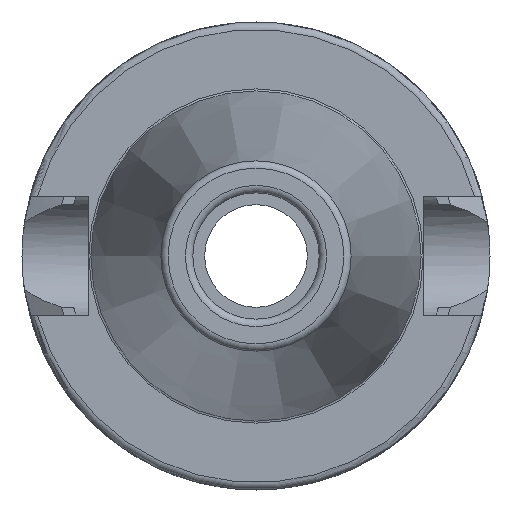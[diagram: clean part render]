
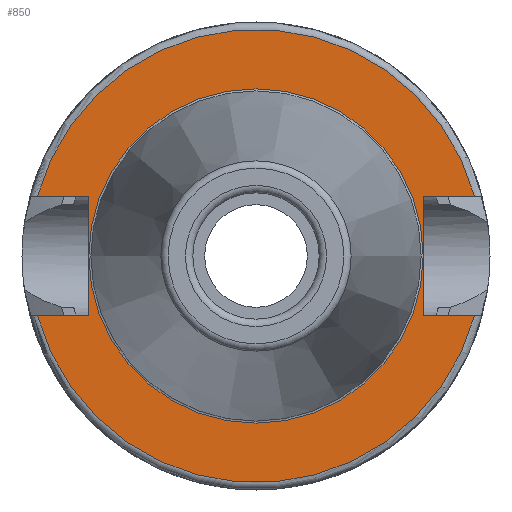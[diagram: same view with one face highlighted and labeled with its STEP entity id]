
A CAD part, left-side view. The second image highlights one B-rep face of the part: STEP entity #850.
In plain terms, the highlighted planar face has unit normal (-1, 0, 0).
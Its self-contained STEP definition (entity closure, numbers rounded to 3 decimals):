
#34=FACE_BOUND('',#171,.T.);
#76=PLANE('',#960);
#112=FACE_OUTER_BOUND('',#170,.T.);
#170=EDGE_LOOP('',(#713,#714,#715,#716,#717,#718,#719,#720));
#171=EDGE_LOOP('',(#721));
#203=LINE('',#1411,#247);
#211=LINE('',#1471,#255);
#214=LINE('',#1491,#258);
#223=LINE('',#1572,#267);
#228=LINE('',#1612,#272);
#230=LINE('',#1615,#274);
#247=VECTOR('',#1095,10.);
#255=VECTOR('',#1109,10.);
#258=VECTOR('',#1114,10.);
#267=VECTOR('',#1163,10.);
#272=VECTOR('',#1174,10.);
#274=VECTOR('',#1178,10.);
#315=CIRCLE('',#954,30.5);
#317=CIRCLE('',#961,30.5);
#318=CIRCLE('',#962,22.5);
#369=VERTEX_POINT('',#1399);
#370=VERTEX_POINT('',#1410);
#382=VERTEX_POINT('',#1468);
#383=VERTEX_POINT('',#1470);
#398=VERTEX_POINT('',#1551);
#402=VERTEX_POINT('',#1569);
#403=VERTEX_POINT('',#1571);
#410=VERTEX_POINT('',#1611);
#411=VERTEX_POINT('',#1618);
#462=EDGE_CURVE('',#370,#369,#203,.T.);
#477=EDGE_CURVE('',#383,#382,#211,.T.);
#482=EDGE_CURVE('',#382,#370,#214,.T.);
#502=EDGE_CURVE('',#383,#398,#315,.T.);
#507=EDGE_CURVE('',#403,#402,#223,.T.);
#517=EDGE_CURVE('',#410,#398,#228,.T.);
#519=EDGE_CURVE('',#402,#410,#230,.T.);
#520=EDGE_CURVE('',#403,#369,#317,.T.);
#521=EDGE_CURVE('',#411,#411,#318,.T.);
#713=ORIENTED_EDGE('',*,*,#462,.T.);
#714=ORIENTED_EDGE('',*,*,#520,.F.);
#715=ORIENTED_EDGE('',*,*,#507,.T.);
#716=ORIENTED_EDGE('',*,*,#519,.T.);
#717=ORIENTED_EDGE('',*,*,#517,.T.);
#718=ORIENTED_EDGE('',*,*,#502,.F.);
#719=ORIENTED_EDGE('',*,*,#477,.T.);
#720=ORIENTED_EDGE('',*,*,#482,.T.);
#721=ORIENTED_EDGE('',*,*,#521,.T.);
#850=ADVANCED_FACE('',(#112,#34),#76,.T.);
#954=AXIS2_PLACEMENT_3D('',#1552,#1156,#1157);
#960=AXIS2_PLACEMENT_3D('',#1616,#1179,#1180);
#961=AXIS2_PLACEMENT_3D('',#1617,#1181,#1182);
#962=AXIS2_PLACEMENT_3D('',#1619,#1183,#1184);
#1095=DIRECTION('',(0.,-1.,0.));
#1109=DIRECTION('',(0.,1.,0.));
#1114=DIRECTION('',(0.,0.,1.));
#1156=DIRECTION('center_axis',(1.,0.,0.));
#1157=DIRECTION('ref_axis',(0.,0.,-1.));
#1163=DIRECTION('',(0.,-1.,0.));
#1174=DIRECTION('',(0.,1.,0.));
#1178=DIRECTION('',(0.,0.,-1.));
#1179=DIRECTION('center_axis',(-1.,0.,0.));
#1180=DIRECTION('ref_axis',(0.,0.,1.));
#1181=DIRECTION('center_axis',(1.,0.,0.));
#1182=DIRECTION('ref_axis',(0.,0.,-1.));
#1183=DIRECTION('center_axis',(1.,0.,0.));
#1184=DIRECTION('ref_axis',(0.,0.,-1.));
#1399=CARTESIAN_POINT('',(2.,-29.418,8.05));
#1410=CARTESIAN_POINT('',(2.,-22.6,8.05));
#1411=CARTESIAN_POINT('',(2.,3.95,8.05));
#1468=CARTESIAN_POINT('',(2.,-22.6,-8.05));
#1470=CARTESIAN_POINT('',(2.,-29.418,-8.05));
#1471=CARTESIAN_POINT('',(2.,3.95,-8.05));
#1491=CARTESIAN_POINT('',(2.,-22.6,0.));
#1551=CARTESIAN_POINT('',(2.,29.418,-8.05));
#1552=CARTESIAN_POINT('Origin',(2.,0.,0.));
#1569=CARTESIAN_POINT('',(2.,22.6,8.05));
#1571=CARTESIAN_POINT('',(2.,29.418,8.05));
#1572=CARTESIAN_POINT('',(2.,26.55,8.05));
#1611=CARTESIAN_POINT('',(2.,22.6,-8.05));
#1612=CARTESIAN_POINT('',(2.,26.55,-8.05));
#1615=CARTESIAN_POINT('',(2.,22.6,0.));
#1616=CARTESIAN_POINT('Origin',(2.,30.5,0.));
#1617=CARTESIAN_POINT('Origin',(2.,0.,0.));
#1618=CARTESIAN_POINT('',(2.,0.,22.5));
#1619=CARTESIAN_POINT('Origin',(2.,0.,0.));
